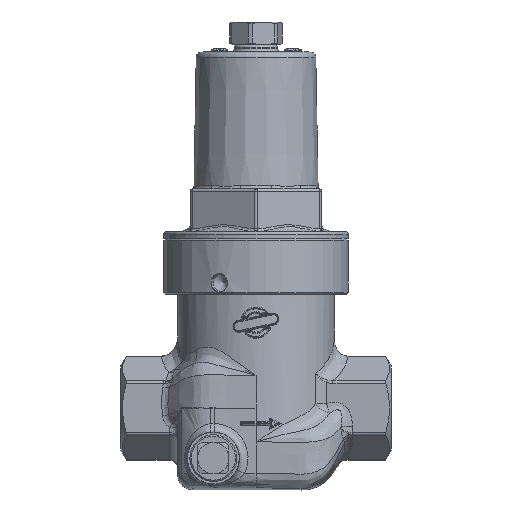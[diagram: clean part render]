
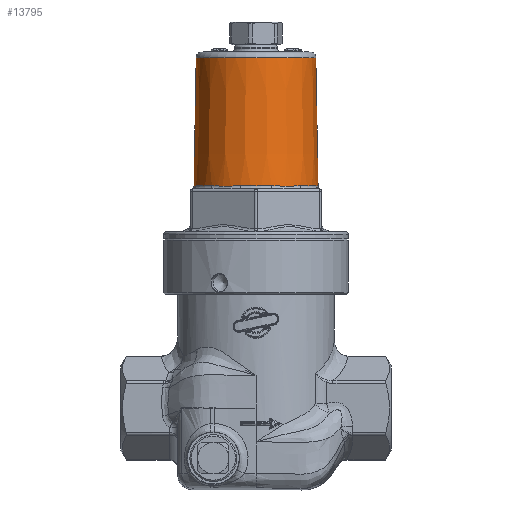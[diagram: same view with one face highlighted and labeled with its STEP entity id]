
A CAD part, top view. The second image highlights one B-rep face of the part: STEP entity #13795.
In plain terms, the highlighted conical face has half-angle 1 degrees and reference radius 21.55 mm.
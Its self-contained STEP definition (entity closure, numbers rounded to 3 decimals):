
#654=CONICAL_SURFACE('',#14719,21.55,1.);
#1753=B_SPLINE_CURVE_WITH_KNOTS('',3,(#20833,#20834,#20835,#20836,#20837,
#20838),.UNSPECIFIED.,.F.,.F.,(4,1,1,4),(-3.142,-1.346,
0.449,3.142),.UNSPECIFIED.);
#1754=B_SPLINE_CURVE_WITH_KNOTS('',3,(#20841,#20842,#20843,#20844,#20845,
#20846),.UNSPECIFIED.,.F.,.F.,(4,1,1,4),(-3.142,-1.346,
0.449,3.142),.UNSPECIFIED.);
#1755=B_SPLINE_CURVE_WITH_KNOTS('',3,(#20848,#20849,#20850,#20851,#20852,
#20853),.UNSPECIFIED.,.F.,.F.,(4,1,1,4),(-3.142,-1.346,
0.449,3.142),.UNSPECIFIED.);
#1756=B_SPLINE_CURVE_WITH_KNOTS('',3,(#20857,#20858,#20859,#20860,#20861,
#20862),.UNSPECIFIED.,.F.,.F.,(4,1,1,4),(-3.142,-1.346,
0.449,3.142),.UNSPECIFIED.);
#1757=B_SPLINE_CURVE_WITH_KNOTS('',3,(#20866,#20867,#20868,#20869,#20870,
#20871),.UNSPECIFIED.,.F.,.F.,(4,1,1,4),(-3.142,-1.346,
0.449,3.142),.UNSPECIFIED.);
#1758=B_SPLINE_CURVE_WITH_KNOTS('',3,(#20874,#20875,#20876,#20877,#20878,
#20879),.UNSPECIFIED.,.F.,.F.,(4,1,1,4),(-3.142,-1.346,
0.449,3.142),.UNSPECIFIED.);
#2748=FACE_BOUND('',#4199,.T.);
#2846=CIRCLE('',#14707,21.821);
#2856=CIRCLE('',#14720,21.821);
#2857=CIRCLE('',#14721,21.821);
#2858=CIRCLE('',#14722,21.821);
#2859=CIRCLE('',#14723,21.821);
#2860=CIRCLE('',#14724,21.821);
#2861=CIRCLE('',#14725,21.034);
#3317=FACE_OUTER_BOUND('',#4198,.T.);
#4198=EDGE_LOOP('',(#9676,#9677,#9678,#9679,#9680,#9681,#9682,#9683,#9684,
#9685,#9686,#9687));
#4199=EDGE_LOOP('',(#9688));
#6102=VERTEX_POINT('',#20453);
#6103=VERTEX_POINT('',#20454);
#6124=VERTEX_POINT('',#20829);
#6125=VERTEX_POINT('',#20830);
#6126=VERTEX_POINT('',#20832);
#6127=VERTEX_POINT('',#20839);
#6128=VERTEX_POINT('',#20847);
#6129=VERTEX_POINT('',#20854);
#6130=VERTEX_POINT('',#20856);
#6131=VERTEX_POINT('',#20863);
#6132=VERTEX_POINT('',#20865);
#6133=VERTEX_POINT('',#20872);
#6134=VERTEX_POINT('',#20880);
#7474=EDGE_CURVE('',#6102,#6103,#2846,.T.);
#7502=EDGE_CURVE('',#6124,#6125,#2856,.T.);
#7503=EDGE_CURVE('',#6126,#6124,#1753,.T.);
#7504=EDGE_CURVE('',#6127,#6126,#2857,.T.);
#7505=EDGE_CURVE('',#6103,#6127,#1754,.T.);
#7506=EDGE_CURVE('',#6128,#6102,#1755,.T.);
#7507=EDGE_CURVE('',#6129,#6128,#2858,.T.);
#7508=EDGE_CURVE('',#6130,#6129,#1756,.T.);
#7509=EDGE_CURVE('',#6131,#6130,#2859,.T.);
#7510=EDGE_CURVE('',#6132,#6131,#1757,.T.);
#7511=EDGE_CURVE('',#6133,#6132,#2860,.T.);
#7512=EDGE_CURVE('',#6125,#6133,#1758,.T.);
#7513=EDGE_CURVE('',#6134,#6134,#2861,.T.);
#9676=ORIENTED_EDGE('',*,*,#7502,.F.);
#9677=ORIENTED_EDGE('',*,*,#7503,.F.);
#9678=ORIENTED_EDGE('',*,*,#7504,.F.);
#9679=ORIENTED_EDGE('',*,*,#7505,.F.);
#9680=ORIENTED_EDGE('',*,*,#7474,.F.);
#9681=ORIENTED_EDGE('',*,*,#7506,.F.);
#9682=ORIENTED_EDGE('',*,*,#7507,.F.);
#9683=ORIENTED_EDGE('',*,*,#7508,.F.);
#9684=ORIENTED_EDGE('',*,*,#7509,.F.);
#9685=ORIENTED_EDGE('',*,*,#7510,.F.);
#9686=ORIENTED_EDGE('',*,*,#7511,.F.);
#9687=ORIENTED_EDGE('',*,*,#7512,.F.);
#9688=ORIENTED_EDGE('',*,*,#7513,.F.);
#13795=ADVANCED_FACE('',(#3317,#2748),#654,.T.);
#14707=AXIS2_PLACEMENT_3D('',#20455,#15848,#15849);
#14719=AXIS2_PLACEMENT_3D('',#20828,#15872,#15873);
#14720=AXIS2_PLACEMENT_3D('',#20831,#15874,#15875);
#14721=AXIS2_PLACEMENT_3D('',#20840,#15876,#15877);
#14722=AXIS2_PLACEMENT_3D('',#20855,#15878,#15879);
#14723=AXIS2_PLACEMENT_3D('',#20864,#15880,#15881);
#14724=AXIS2_PLACEMENT_3D('',#20873,#15882,#15883);
#14725=AXIS2_PLACEMENT_3D('',#20881,#15884,#15885);
#15848=DIRECTION('center_axis',(0.,-1.,0.));
#15849=DIRECTION('ref_axis',(1.,0.,0.));
#15872=DIRECTION('center_axis',(0.,-1.,0.));
#15873=DIRECTION('ref_axis',(1.,0.,0.));
#15874=DIRECTION('center_axis',(0.,-1.,0.));
#15875=DIRECTION('ref_axis',(1.,0.,0.));
#15876=DIRECTION('center_axis',(0.,-1.,0.));
#15877=DIRECTION('ref_axis',(1.,0.,0.));
#15878=DIRECTION('center_axis',(0.,-1.,0.));
#15879=DIRECTION('ref_axis',(1.,0.,0.));
#15880=DIRECTION('center_axis',(0.,-1.,0.));
#15881=DIRECTION('ref_axis',(1.,0.,0.));
#15882=DIRECTION('center_axis',(0.,-1.,0.));
#15883=DIRECTION('ref_axis',(1.,0.,0.));
#15884=DIRECTION('center_axis',(0.,1.,0.));
#15885=DIRECTION('ref_axis',(-1.,0.,0.));
#20453=CARTESIAN_POINT('',(-21.036,78.183,-5.799));
#20454=CARTESIAN_POINT('',(-15.54,78.183,-15.318));
#20455=CARTESIAN_POINT('Origin',(0.,78.183,0.));
#20828=CARTESIAN_POINT('Origin',(0.,93.7,0.));
#20829=CARTESIAN_POINT('',(15.54,78.183,-15.318));
#20830=CARTESIAN_POINT('',(21.036,78.183,-5.799));
#20831=CARTESIAN_POINT('Origin',(0.,78.183,0.));
#20832=CARTESIAN_POINT('',(5.496,78.183,-21.117));
#20833=CARTESIAN_POINT('Ctrl Pts',(5.496,78.183,-21.117));
#20834=CARTESIAN_POINT('Ctrl Pts',(6.579,78.183,-20.835));
#20835=CARTESIAN_POINT('Ctrl Pts',(8.698,78.047,-20.109));
#20836=CARTESIAN_POINT('Ctrl Pts',(12.174,77.949,-18.278));
#20837=CARTESIAN_POINT('Ctrl Pts',(14.362,78.183,-16.513));
#20838=CARTESIAN_POINT('Ctrl Pts',(15.54,78.183,-15.318));
#20839=CARTESIAN_POINT('',(-5.496,78.183,-21.117));
#20840=CARTESIAN_POINT('Origin',(0.,78.183,0.));
#20841=CARTESIAN_POINT('Ctrl Pts',(-15.54,78.183,-15.318));
#20842=CARTESIAN_POINT('Ctrl Pts',(-14.755,78.183,-16.115));
#20843=CARTESIAN_POINT('Ctrl Pts',(-13.066,78.047,-17.587));
#20844=CARTESIAN_POINT('Ctrl Pts',(-9.742,77.949,-19.682));
#20845=CARTESIAN_POINT('Ctrl Pts',(-7.12,78.183,-20.695));
#20846=CARTESIAN_POINT('Ctrl Pts',(-5.496,78.183,-21.117));
#20847=CARTESIAN_POINT('',(-21.036,78.183,5.799));
#20848=CARTESIAN_POINT('Ctrl Pts',(-21.036,78.183,5.799));
#20849=CARTESIAN_POINT('Ctrl Pts',(-21.333,78.183,4.72));
#20850=CARTESIAN_POINT('Ctrl Pts',(-21.764,78.047,2.522));
#20851=CARTESIAN_POINT('Ctrl Pts',(-21.916,77.949,-1.404));
#20852=CARTESIAN_POINT('Ctrl Pts',(-21.482,78.183,-4.181));
#20853=CARTESIAN_POINT('Ctrl Pts',(-21.036,78.183,-5.799));
#20854=CARTESIAN_POINT('',(-15.54,78.183,15.318));
#20855=CARTESIAN_POINT('Origin',(0.,78.183,0.));
#20856=CARTESIAN_POINT('',(-5.496,78.183,21.117));
#20857=CARTESIAN_POINT('Ctrl Pts',(-5.496,78.183,21.117));
#20858=CARTESIAN_POINT('Ctrl Pts',(-6.579,78.183,20.835));
#20859=CARTESIAN_POINT('Ctrl Pts',(-8.698,78.047,20.109));
#20860=CARTESIAN_POINT('Ctrl Pts',(-12.174,77.949,18.278));
#20861=CARTESIAN_POINT('Ctrl Pts',(-14.362,78.183,16.513));
#20862=CARTESIAN_POINT('Ctrl Pts',(-15.54,78.183,15.318));
#20863=CARTESIAN_POINT('',(5.496,78.183,21.117));
#20864=CARTESIAN_POINT('Origin',(0.,78.183,0.));
#20865=CARTESIAN_POINT('',(15.54,78.183,15.318));
#20866=CARTESIAN_POINT('Ctrl Pts',(15.54,78.183,15.318));
#20867=CARTESIAN_POINT('Ctrl Pts',(14.755,78.183,16.115));
#20868=CARTESIAN_POINT('Ctrl Pts',(13.066,78.047,17.587));
#20869=CARTESIAN_POINT('Ctrl Pts',(9.742,77.949,19.682));
#20870=CARTESIAN_POINT('Ctrl Pts',(7.12,78.183,20.695));
#20871=CARTESIAN_POINT('Ctrl Pts',(5.496,78.183,21.117));
#20872=CARTESIAN_POINT('',(21.036,78.183,5.799));
#20873=CARTESIAN_POINT('Origin',(0.,78.183,0.));
#20874=CARTESIAN_POINT('Ctrl Pts',(21.036,78.183,-5.799));
#20875=CARTESIAN_POINT('Ctrl Pts',(21.333,78.183,-4.72));
#20876=CARTESIAN_POINT('Ctrl Pts',(21.764,78.047,-2.522));
#20877=CARTESIAN_POINT('Ctrl Pts',(21.916,77.949,1.404));
#20878=CARTESIAN_POINT('Ctrl Pts',(21.482,78.183,4.181));
#20879=CARTESIAN_POINT('Ctrl Pts',(21.036,78.183,5.799));
#20880=CARTESIAN_POINT('',(21.034,123.269,0.));
#20881=CARTESIAN_POINT('Origin',(0.,123.269,
0.));
